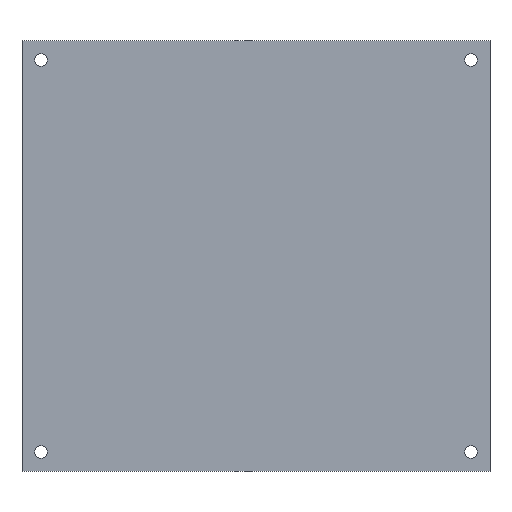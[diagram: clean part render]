
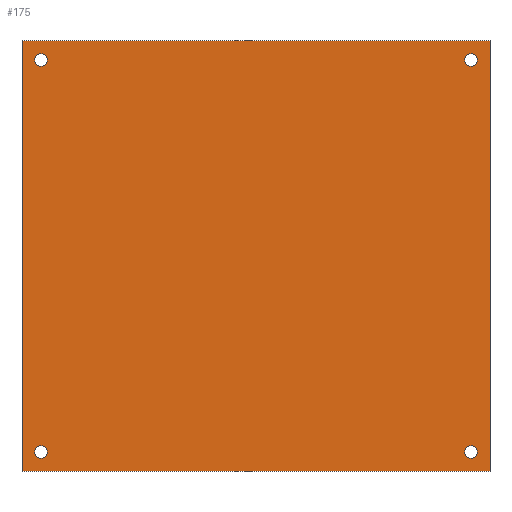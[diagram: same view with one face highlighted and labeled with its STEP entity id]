
A CAD part, front view. The second image highlights one B-rep face of the part: STEP entity #175.
In plain terms, the highlighted planar face has unit normal (0, -1, 0).
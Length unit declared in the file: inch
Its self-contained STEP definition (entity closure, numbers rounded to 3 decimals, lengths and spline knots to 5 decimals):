
#2 = ORIENTED_EDGE ( 'NONE', *, *, #396, .F. ) ;
#7 = CARTESIAN_POINT ( 'NONE',  ( -8.5, 0., -7.5 ) ) ;
#8 = VECTOR ( 'NONE', #9, 39.37008 ) ;
#9 = DIRECTION ( 'NONE',  ( -1., 0., 0. ) ) ;
#10 = CIRCLE ( 'NONE', #17, 0.25 ) ;
#11 = CARTESIAN_POINT ( 'NONE',  ( 8.5, 0., -7.5 ) ) ;
#17 = AXIS2_PLACEMENT_3D ( 'NONE', #468, #140, #392 ) ;
#18 = CARTESIAN_POINT ( 'NONE',  ( 8.5, 0., 8. ) ) ;
#22 = AXIS2_PLACEMENT_3D ( 'NONE', #80, #205, #154 ) ;
#34 = ORIENTED_EDGE ( 'NONE', *, *, #219, .F. ) ;
#40 = EDGE_LOOP ( 'NONE', ( #343, #34 ) ) ;
#44 = DIRECTION ( 'NONE',  ( 0., -1., 0. ) ) ;
#45 = ORIENTED_EDGE ( 'NONE', *, *, #517, .F. ) ;
#55 = EDGE_CURVE ( 'NONE', #157, #516, #381, .T. ) ;
#59 = EDGE_CURVE ( 'NONE', #214, #323, #267, .T. ) ;
#61 = VECTOR ( 'NONE', #229, 39.37008 ) ;
#62 = DIRECTION ( 'NONE',  ( 0., 0., -1. ) ) ;
#66 = EDGE_LOOP ( 'NONE', ( #76, #518, #281, #2 ) ) ;
#68 = VERTEX_POINT ( 'NONE', #300 ) ;
#70 = EDGE_CURVE ( 'NONE', #467, #68, #177, .T. ) ;
#76 = ORIENTED_EDGE ( 'NONE', *, *, #55, .F. ) ;
#79 = VERTEX_POINT ( 'NONE', #11 ) ;
#80 = CARTESIAN_POINT ( 'NONE',  ( -9.25, 0., 8.5 ) ) ;
#81 = ORIENTED_EDGE ( 'NONE', *, *, #497, .F. ) ;
#87 = CARTESIAN_POINT ( 'NONE',  ( 8.5, 0., 7.75 ) ) ;
#92 = VECTOR ( 'NONE', #409, 39.37008 ) ;
#93 = CARTESIAN_POINT ( 'NONE',  ( -8.5, 0., 7.75 ) ) ;
#99 = AXIS2_PLACEMENT_3D ( 'NONE', #87, #465, #427 ) ;
#104 = AXIS2_PLACEMENT_3D ( 'NONE', #433, #515, #62 ) ;
#107 = EDGE_LOOP ( 'NONE', ( #277, #475 ) ) ;
#120 = VERTEX_POINT ( 'NONE', #7 ) ;
#123 = DIRECTION ( 'NONE',  ( 0., 0., -1. ) ) ;
#128 = DIRECTION ( 'NONE',  ( 0., 0., -1. ) ) ;
#131 = AXIS2_PLACEMENT_3D ( 'NONE', #533, #407, #365 ) ;
#136 = EDGE_CURVE ( 'NONE', #532, #161, #522, .T. ) ;
#140 = DIRECTION ( 'NONE',  ( 0., -1., 0. ) ) ;
#142 = LINE ( 'NONE', #226, #61 ) ;
#146 = DIRECTION ( 'NONE',  ( 0., 0., -1. ) ) ;
#154 = DIRECTION ( 'NONE',  ( 0., 0., 1. ) ) ;
#156 = CARTESIAN_POINT ( 'NONE',  ( -8.5, 0., -7.75 ) ) ;
#157 = VERTEX_POINT ( 'NONE', #279 ) ;
#158 = FACE_OUTER_BOUND ( 'NONE', #66, .T. ) ;
#161 = VERTEX_POINT ( 'NONE', #319 ) ;
#164 = FACE_BOUND ( 'NONE', #107, .T. ) ;
#169 = DIRECTION ( 'NONE',  ( 0., -1., 0. ) ) ;
#175 = ADVANCED_FACE ( 'NONE', ( #158, #448, #196, #164, #357 ), #252, .F. ) ;
#176 = DIRECTION ( 'NONE',  ( 0., 0., -1. ) ) ;
#177 = CIRCLE ( 'NONE', #403, 0.25 ) ;
#183 = CIRCLE ( 'NONE', #104, 0.25 ) ;
#196 = FACE_BOUND ( 'NONE', #454, .T. ) ;
#205 = DIRECTION ( 'NONE',  ( 0., 1., 0. ) ) ;
#214 = VERTEX_POINT ( 'NONE', #491 ) ;
#219 = EDGE_CURVE ( 'NONE', #323, #214, #341, .T. ) ;
#226 = CARTESIAN_POINT ( 'NONE',  ( -9.25, 0., 8.5 ) ) ;
#227 = EDGE_LOOP ( 'NONE', ( #81, #45 ) ) ;
#229 = DIRECTION ( 'NONE',  ( 0., 0., 1. ) ) ;
#250 = ORIENTED_EDGE ( 'NONE', *, *, #70, .F. ) ;
#252 = PLANE ( 'NONE',  #22 ) ;
#262 = DIRECTION ( 'NONE',  ( 0., -1., 0. ) ) ;
#267 = CIRCLE ( 'NONE', #99, 0.25 ) ;
#269 = CARTESIAN_POINT ( 'NONE',  ( -9.25, 0., -8.5 ) ) ;
#272 = CARTESIAN_POINT ( 'NONE',  ( 9.25, 0., 8.5 ) ) ;
#276 = CIRCLE ( 'NONE', #416, 0.25 ) ;
#277 = ORIENTED_EDGE ( 'NONE', *, *, #480, .F. ) ;
#279 = CARTESIAN_POINT ( 'NONE',  ( 9.25, 0., -8.5 ) ) ;
#280 = CARTESIAN_POINT ( 'NONE',  ( -8.5, 0., -7.75 ) ) ;
#281 = ORIENTED_EDGE ( 'NONE', *, *, #136, .F. ) ;
#296 = EDGE_CURVE ( 'NONE', #161, #157, #311, .T. ) ;
#299 = VECTOR ( 'NONE', #146, 39.37008 ) ;
#300 = CARTESIAN_POINT ( 'NONE',  ( -8.5, 0., 8. ) ) ;
#311 = LINE ( 'NONE', #272, #299 ) ;
#314 = CIRCLE ( 'NONE', #501, 0.25 ) ;
#318 = VERTEX_POINT ( 'NONE', #513 ) ;
#319 = CARTESIAN_POINT ( 'NONE',  ( 9.25, 0., 8.5 ) ) ;
#323 = VERTEX_POINT ( 'NONE', #18 ) ;
#341 = CIRCLE ( 'NONE', #527, 0.25 ) ;
#343 = ORIENTED_EDGE ( 'NONE', *, *, #59, .F. ) ;
#357 = FACE_BOUND ( 'NONE', #40, .T. ) ;
#358 = DIRECTION ( 'NONE',  ( 0., 0., -1. ) ) ;
#365 = DIRECTION ( 'NONE',  ( 0., 0., -1. ) ) ;
#372 = CARTESIAN_POINT ( 'NONE',  ( -9.25, 0., 8.5 ) ) ;
#377 = EDGE_CURVE ( 'NONE', #68, #467, #10, .T. ) ;
#381 = LINE ( 'NONE', #269, #8 ) ;
#392 = DIRECTION ( 'NONE',  ( 0., 0., -1. ) ) ;
#396 = EDGE_CURVE ( 'NONE', #516, #532, #142, .T. ) ;
#401 = CARTESIAN_POINT ( 'NONE',  ( -9.25, 0., 8.5 ) ) ;
#403 = AXIS2_PLACEMENT_3D ( 'NONE', #93, #262, #176 ) ;
#407 = DIRECTION ( 'NONE',  ( 0., -1., 0. ) ) ;
#409 = DIRECTION ( 'NONE',  ( 1., 0., 0. ) ) ;
#416 = AXIS2_PLACEMENT_3D ( 'NONE', #156, #169, #128 ) ;
#417 = CARTESIAN_POINT ( 'NONE',  ( -9.25, 0., -8.5 ) ) ;
#427 = DIRECTION ( 'NONE',  ( 0., 0., -1. ) ) ;
#431 = CIRCLE ( 'NONE', #131, 0.25 ) ;
#433 = CARTESIAN_POINT ( 'NONE',  ( 8.5, 0., -7.75 ) ) ;
#437 = EDGE_CURVE ( 'NONE', #79, #318, #183, .T. ) ;
#438 = CARTESIAN_POINT ( 'NONE',  ( 8.5, 0., 7.75 ) ) ;
#439 = ORIENTED_EDGE ( 'NONE', *, *, #377, .F. ) ;
#441 = DIRECTION ( 'NONE',  ( 0., -1., 0. ) ) ;
#448 = FACE_BOUND ( 'NONE', #227, .T. ) ;
#453 = CARTESIAN_POINT ( 'NONE',  ( -8.5, 0., 7.5 ) ) ;
#454 = EDGE_LOOP ( 'NONE', ( #250, #439 ) ) ;
#465 = DIRECTION ( 'NONE',  ( 0., -1., 0. ) ) ;
#467 = VERTEX_POINT ( 'NONE', #453 ) ;
#468 = CARTESIAN_POINT ( 'NONE',  ( -8.5, 0., 7.75 ) ) ;
#475 = ORIENTED_EDGE ( 'NONE', *, *, #437, .F. ) ;
#480 = EDGE_CURVE ( 'NONE', #318, #79, #431, .T. ) ;
#489 = CARTESIAN_POINT ( 'NONE',  ( -8.5, 0., -8. ) ) ;
#490 = VERTEX_POINT ( 'NONE', #489 ) ;
#491 = CARTESIAN_POINT ( 'NONE',  ( 8.5, 0., 7.5 ) ) ;
#497 = EDGE_CURVE ( 'NONE', #490, #120, #276, .T. ) ;
#501 = AXIS2_PLACEMENT_3D ( 'NONE', #280, #44, #358 ) ;
#513 = CARTESIAN_POINT ( 'NONE',  ( 8.5, 0., -8. ) ) ;
#515 = DIRECTION ( 'NONE',  ( 0., -1., 0. ) ) ;
#516 = VERTEX_POINT ( 'NONE', #417 ) ;
#517 = EDGE_CURVE ( 'NONE', #120, #490, #314, .T. ) ;
#518 = ORIENTED_EDGE ( 'NONE', *, *, #296, .F. ) ;
#522 = LINE ( 'NONE', #401, #92 ) ;
#527 = AXIS2_PLACEMENT_3D ( 'NONE', #438, #441, #123 ) ;
#532 = VERTEX_POINT ( 'NONE', #372 ) ;
#533 = CARTESIAN_POINT ( 'NONE',  ( 8.5, 0., -7.75 ) ) ;
